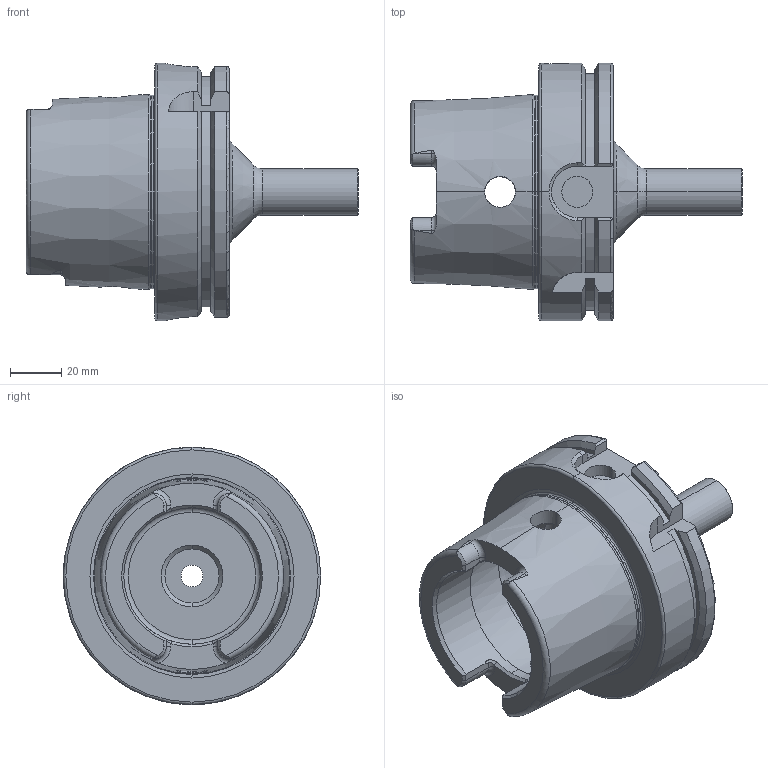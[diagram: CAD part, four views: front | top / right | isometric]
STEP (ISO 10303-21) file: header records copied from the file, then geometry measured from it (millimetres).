
FILE_DESCRIPTION (( 'STEP AP203' ), '1' );
FILE_NAME ('91100A-EZ8M10050.STEP', '2022-05-19T04:19:36', ( '' ), ( '' ), 'SwSTEP 2.0', 'SolidWorks 2018', '' );
FILE_SCHEMA (( 'CONFIG_CONTROL_DESIGN' ));
Length unit declared in the file: millimetre
Products named in the file (1): 91100A-EZ8M10050
Bounding box: 129 x 100 x 100 mm (x, y, z)
Volume: 268249.8 mm3; surface area: 53737.9 mm2
Topology: 1 solids, 1 shells, 174 faces, 431 edges, 262 vertices
Faces by surface type: cylinder 52, plane 50, torus 31, cone 31, bspline 10
Entity records: 6445 total; most frequent: CARTESIAN_POINT 2374, ORIENTED_EDGE 858, DIRECTION 816, EDGE_CURVE 429, AXIS2_PLACEMENT_3D 334, VERTEX_POINT 262, EDGE_LOOP 185, FACE_OUTER_BOUND 174
